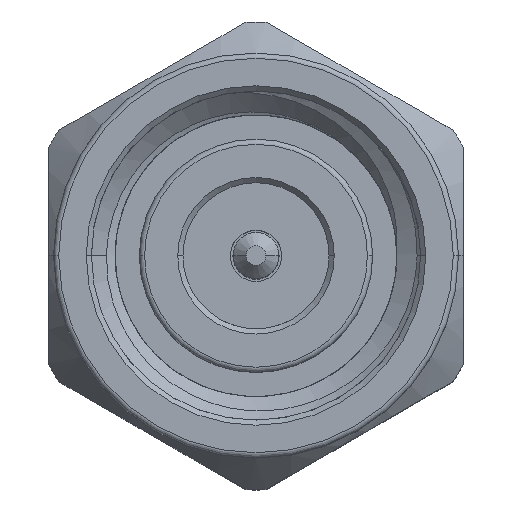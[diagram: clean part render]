
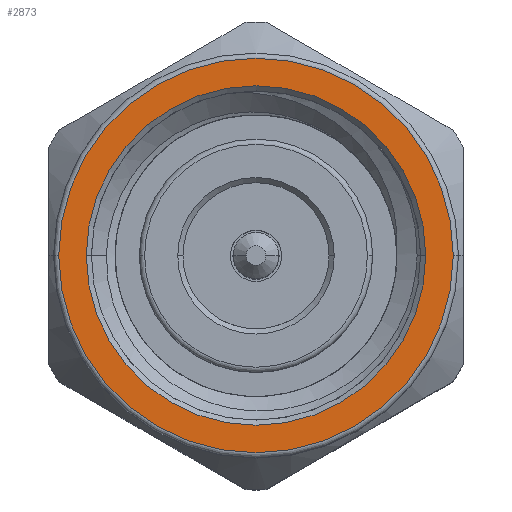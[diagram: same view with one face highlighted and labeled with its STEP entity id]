
A CAD part, top view. The second image highlights one B-rep face of the part: STEP entity #2873.
In plain terms, the highlighted face is planar.
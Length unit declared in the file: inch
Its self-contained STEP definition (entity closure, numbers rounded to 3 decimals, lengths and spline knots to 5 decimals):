
#77 = EDGE_LOOP ( 'NONE', ( #5611, #1807 ) ) ;
#239 = AXIS2_PLACEMENT_3D ( 'NONE', #8923, #4063, #771 ) ;
#338 = AXIS2_PLACEMENT_3D ( 'NONE', #860, #2515, #6626 ) ;
#570 = CARTESIAN_POINT ( 'NONE',  ( 0., 0.125, 0. ) ) ;
#771 = DIRECTION ( 'NONE',  ( 0., 0., -1. ) ) ;
#860 = CARTESIAN_POINT ( 'NONE',  ( 0., 0., 0. ) ) ;
#950 = DIRECTION ( 'NONE',  ( 1., 0., 0. ) ) ;
#1063 = VERTEX_POINT ( 'NONE', #7855 ) ;
#1090 = ORIENTED_EDGE ( 'NONE', *, *, #8176, .T. ) ;
#1203 = VERTEX_POINT ( 'NONE', #10352 ) ;
#1807 = ORIENTED_EDGE ( 'NONE', *, *, #9067, .T. ) ;
#1811 = AXIS2_PLACEMENT_3D ( 'NONE', #570, #10390, #7231 ) ;
#1852 = CIRCLE ( 'NONE', #4685, 0.12894 ) ;
#2203 = FACE_BOUND ( 'NONE', #77, .T. ) ;
#2515 = DIRECTION ( 'NONE',  ( -1., 0., 0. ) ) ;
#2556 = DIRECTION ( 'NONE',  ( 1., 0., 0. ) ) ;
#2577 = CIRCLE ( 'NONE', #7944, 0.12894 ) ;
#2873 = ADVANCED_FACE ( 'NONE', ( #2203, #9911 ), #6290, .F. ) ;
#3149 = VERTEX_POINT ( 'NONE', #4207 ) ;
#4063 = DIRECTION ( 'NONE',  ( -1., 0., 0. ) ) ;
#4207 = CARTESIAN_POINT ( 'NONE',  ( 0., 0., 0.12894 ) ) ;
#4460 = CARTESIAN_POINT ( 'NONE',  ( 0., 0., 0. ) ) ;
#4530 = EDGE_CURVE ( 'NONE', #7398, #1063, #8345, .T. ) ;
#4568 = CIRCLE ( 'NONE', #338, 0.14984 ) ;
#4635 = EDGE_CURVE ( 'NONE', #3149, #1203, #2577, .T. ) ;
#4685 = AXIS2_PLACEMENT_3D ( 'NONE', #4460, #2556, #7470 ) ;
#4751 = CARTESIAN_POINT ( 'NONE',  ( 0., 0., 0.14984 ) ) ;
#5611 = ORIENTED_EDGE ( 'NONE', *, *, #4635, .T. ) ;
#6290 = PLANE ( 'NONE',  #1811 ) ;
#6626 = DIRECTION ( 'NONE',  ( 0., 0., -1. ) ) ;
#7231 = DIRECTION ( 'NONE',  ( 0., 0., -1. ) ) ;
#7398 = VERTEX_POINT ( 'NONE', #4751 ) ;
#7470 = DIRECTION ( 'NONE',  ( 0., 0., -1. ) ) ;
#7488 = DIRECTION ( 'NONE',  ( 0., 0., -1. ) ) ;
#7855 = CARTESIAN_POINT ( 'NONE',  ( 0., 0., -0.14984 ) ) ;
#7944 = AXIS2_PLACEMENT_3D ( 'NONE', #9197, #950, #7488 ) ;
#8176 = EDGE_CURVE ( 'NONE', #1063, #7398, #4568, .T. ) ;
#8345 = CIRCLE ( 'NONE', #239, 0.14984 ) ;
#8923 = CARTESIAN_POINT ( 'NONE',  ( 0., 0., 0. ) ) ;
#9067 = EDGE_CURVE ( 'NONE', #1203, #3149, #1852, .T. ) ;
#9197 = CARTESIAN_POINT ( 'NONE',  ( 0., 0., 0. ) ) ;
#9911 = FACE_OUTER_BOUND ( 'NONE', #10551, .T. ) ;
#10015 = ORIENTED_EDGE ( 'NONE', *, *, #4530, .T. ) ;
#10352 = CARTESIAN_POINT ( 'NONE',  ( 0., 0., -0.12894 ) ) ;
#10390 = DIRECTION ( 'NONE',  ( 1., 0., 0. ) ) ;
#10551 = EDGE_LOOP ( 'NONE', ( #1090, #10015 ) ) ;
